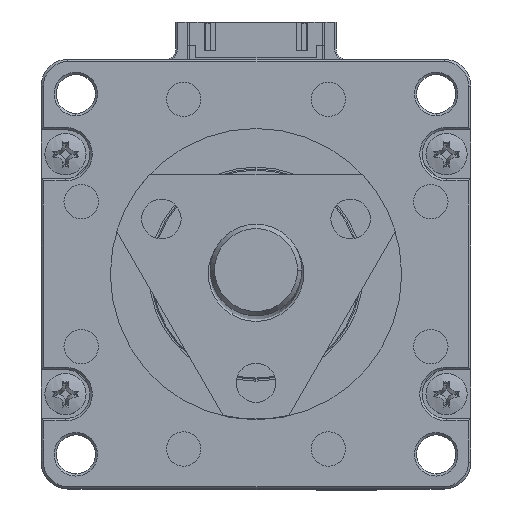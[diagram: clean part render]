
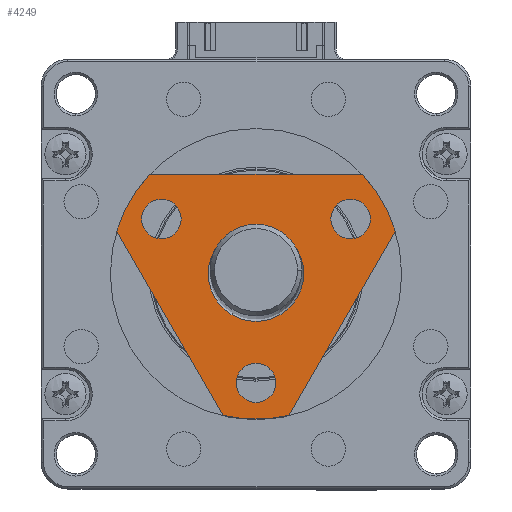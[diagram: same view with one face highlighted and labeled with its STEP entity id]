
A CAD part, top view. The second image highlights one B-rep face of the part: STEP entity #4249.
In plain terms, the highlighted planar face has unit normal (0, 0, 1).
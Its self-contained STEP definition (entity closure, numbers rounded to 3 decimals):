
#404 = CARTESIAN_POINT ( 'NONE',  ( -2.58, -14.29, 40.4 ) ) ;
#895 = DIRECTION ( 'NONE',  ( 0., 0., 1. ) ) ;
#909 = EDGE_LOOP ( 'NONE', ( #29473, #27249, #15546, #6745, #40515, #40682 ) ) ;
#991 = DIRECTION ( 'NONE',  ( 0., 0., 1. ) ) ;
#1124 = DIRECTION ( 'NONE',  ( -1., 0., 0. ) ) ;
#1471 = VERTEX_POINT ( 'NONE', #29611 ) ;
#1627 = AXIS2_PLACEMENT_3D ( 'NONE', #4271, #991, #32899 ) ;
#1879 = CARTESIAN_POINT ( 'NONE',  ( 0., 0., 40.4 ) ) ;
#2012 = EDGE_LOOP ( 'NONE', ( #33151, #42198 ) ) ;
#2908 = DIRECTION ( 'NONE',  ( 0., 0., 1. ) ) ;
#3181 = DIRECTION ( 'NONE',  ( -1., 0., 0. ) ) ;
#3346 = LINE ( 'NONE', #13364, #26123 ) ;
#3460 = VERTEX_POINT ( 'NONE', #7791 ) ;
#3704 = DIRECTION ( 'NONE',  ( -1., 0., 0. ) ) ;
#4041 = FACE_BOUND ( 'NONE', #39719, .T. ) ;
#4249 = ADVANCED_FACE ( 'NONE', ( #10753, #6327, #4615, #4041, #27449 ), #20043, .F. ) ;
#4271 = CARTESIAN_POINT ( 'NONE',  ( -12.376, 7.145, 40.4 ) ) ;
#4401 = EDGE_CURVE ( 'NONE', #43282, #1471, #39657, .T. ) ;
#4615 = FACE_BOUND ( 'NONE', #2012, .T. ) ;
#5392 = CARTESIAN_POINT ( 'NONE',  ( 0., 0., 40.4 ) ) ;
#5422 = DIRECTION ( 'NONE',  ( 1., 0., 0. ) ) ;
#5644 = ORIENTED_EDGE ( 'NONE', *, *, #14129, .F. ) ;
#5943 = CIRCLE ( 'NONE', #1627, 2.58 ) ;
#5995 = CIRCLE ( 'NONE', #35891, 2.58 ) ;
#6327 = FACE_BOUND ( 'NONE', #8713, .T. ) ;
#6745 = ORIENTED_EDGE ( 'NONE', *, *, #41527, .F. ) ;
#7771 = CARTESIAN_POINT ( 'NONE',  ( 0., -14.29, 40.4 ) ) ;
#7791 = CARTESIAN_POINT ( 'NONE',  ( -14.956, 7.145, 40.4 ) ) ;
#8713 = EDGE_LOOP ( 'NONE', ( #23181, #5644 ) ) ;
#9456 = AXIS2_PLACEMENT_3D ( 'NONE', #29897, #11711, #1124 ) ;
#9625 = CIRCLE ( 'NONE', #29376, 19.05 ) ;
#10753 = FACE_OUTER_BOUND ( 'NONE', #909, .T. ) ;
#10889 = EDGE_CURVE ( 'NONE', #17608, #16639, #13693, .T. ) ;
#11711 = DIRECTION ( 'NONE',  ( 0., 0., 1. ) ) ;
#12052 = DIRECTION ( 'NONE',  ( 0., 0., 1. ) ) ;
#12120 = AXIS2_PLACEMENT_3D ( 'NONE', #19560, #44419, #23120 ) ;
#12665 = DIRECTION ( 'NONE',  ( 1., 0., 0. ) ) ;
#13364 = CARTESIAN_POINT ( 'NONE',  ( 18.221, 5.559, 40.4 ) ) ;
#13591 = EDGE_CURVE ( 'NONE', #13979, #43282, #9625, .T. ) ;
#13693 = CIRCLE ( 'NONE', #43905, 6.25 ) ;
#13979 = VERTEX_POINT ( 'NONE', #39399 ) ;
#13980 = CIRCLE ( 'NONE', #27998, 2.58 ) ;
#14129 = EDGE_CURVE ( 'NONE', #16571, #45054, #42432, .T. ) ;
#15053 = DIRECTION ( 'NONE',  ( 0., 0., 1. ) ) ;
#15546 = ORIENTED_EDGE ( 'NONE', *, *, #35368, .F. ) ;
#15667 = VERTEX_POINT ( 'NONE', #25210 ) ;
#16077 = VERTEX_POINT ( 'NONE', #33297 ) ;
#16492 = AXIS2_PLACEMENT_3D ( 'NONE', #25301, #15053, #3704 ) ;
#16571 = VERTEX_POINT ( 'NONE', #35896 ) ;
#16639 = VERTEX_POINT ( 'NONE', #33400 ) ;
#16785 = CARTESIAN_POINT ( 'NONE',  ( 14.956, 7.145, 40.4 ) ) ;
#16843 = CARTESIAN_POINT ( 'NONE',  ( 6.25, 0., 40.4 ) ) ;
#17184 = ORIENTED_EDGE ( 'NONE', *, *, #21357, .F. ) ;
#17223 = AXIS2_PLACEMENT_3D ( 'NONE', #44379, #30083, #12665 ) ;
#17608 = VERTEX_POINT ( 'NONE', #16843 ) ;
#18003 = CIRCLE ( 'NONE', #17223, 19.05 ) ;
#19064 = CARTESIAN_POINT ( 'NONE',  ( 0., 0., 40.4 ) ) ;
#19425 = DIRECTION ( 'NONE',  ( 0., 0., -1. ) ) ;
#19560 = CARTESIAN_POINT ( 'NONE',  ( 0., 0., 40.4 ) ) ;
#20043 = PLANE ( 'NONE',  #23727 ) ;
#20543 = EDGE_LOOP ( 'NONE', ( #38957, #17184 ) ) ;
#21357 = EDGE_CURVE ( 'NONE', #16639, #17608, #21400, .T. ) ;
#21400 = CIRCLE ( 'NONE', #23252, 6.25 ) ;
#21551 = VERTEX_POINT ( 'NONE', #37952 ) ;
#22082 = DIRECTION ( 'NONE',  ( -1., 0., 0. ) ) ;
#22558 = CIRCLE ( 'NONE', #38077, 2.58 ) ;
#22692 = VERTEX_POINT ( 'NONE', #31777 ) ;
#23120 = DIRECTION ( 'NONE',  ( 1., 0., 0. ) ) ;
#23181 = ORIENTED_EDGE ( 'NONE', *, *, #31428, .F. ) ;
#23252 = AXIS2_PLACEMENT_3D ( 'NONE', #1879, #37020, #5422 ) ;
#23727 = AXIS2_PLACEMENT_3D ( 'NONE', #41328, #40854, #37604 ) ;
#24056 = CARTESIAN_POINT ( 'NONE',  ( -12.376, 7.145, 40.4 ) ) ;
#24130 = VECTOR ( 'NONE', #29002, 1000. ) ;
#24228 = DIRECTION ( 'NONE',  ( 1., 0., 0. ) ) ;
#24917 = ORIENTED_EDGE ( 'NONE', *, *, #37632, .F. ) ;
#25174 = VECTOR ( 'NONE', #41625, 1000. ) ;
#25210 = CARTESIAN_POINT ( 'NONE',  ( 18.221, 5.559, 40.4 ) ) ;
#25301 = CARTESIAN_POINT ( 'NONE',  ( 12.376, 7.145, 40.4 ) ) ;
#25506 = VERTEX_POINT ( 'NONE', #16785 ) ;
#26027 = DIRECTION ( 'NONE',  ( 1., 0., 0. ) ) ;
#26123 = VECTOR ( 'NONE', #27356, 1000. ) ;
#27127 = CARTESIAN_POINT ( 'NONE',  ( 4.296, -18.559, 40.4 ) ) ;
#27249 = ORIENTED_EDGE ( 'NONE', *, *, #13591, .F. ) ;
#27356 = DIRECTION ( 'NONE',  ( -0.5, -0.866, 0. ) ) ;
#27449 = FACE_BOUND ( 'NONE', #20543, .T. ) ;
#27998 = AXIS2_PLACEMENT_3D ( 'NONE', #7771, #895, #22082 ) ;
#29002 = DIRECTION ( 'NONE',  ( -0.5, 0.866, 0. ) ) ;
#29376 = AXIS2_PLACEMENT_3D ( 'NONE', #5392, #19425, #24228 ) ;
#29473 = ORIENTED_EDGE ( 'NONE', *, *, #4401, .F. ) ;
#29611 = CARTESIAN_POINT ( 'NONE',  ( 13.925, 13., 40.4 ) ) ;
#29897 = CARTESIAN_POINT ( 'NONE',  ( 0., -14.29, 40.4 ) ) ;
#30083 = DIRECTION ( 'NONE',  ( 0., 0., -1. ) ) ;
#30508 = ORIENTED_EDGE ( 'NONE', *, *, #37317, .F. ) ;
#30902 = DIRECTION ( 'NONE',  ( -1., 0., 0. ) ) ;
#31428 = EDGE_CURVE ( 'NONE', #45054, #16571, #13980, .T. ) ;
#31777 = CARTESIAN_POINT ( 'NONE',  ( -4.296, -18.559, 40.4 ) ) ;
#31923 = EDGE_CURVE ( 'NONE', #15667, #35676, #3346, .T. ) ;
#32831 = CIRCLE ( 'NONE', #16492, 2.58 ) ;
#32899 = DIRECTION ( 'NONE',  ( -1., 0., 0. ) ) ;
#33151 = ORIENTED_EDGE ( 'NONE', *, *, #40266, .F. ) ;
#33297 = CARTESIAN_POINT ( 'NONE',  ( -9.796, 7.145, 40.4 ) ) ;
#33400 = CARTESIAN_POINT ( 'NONE',  ( -6.25, 0., 40.4 ) ) ;
#33716 = CARTESIAN_POINT ( 'NONE',  ( 0., 13., 40.4 ) ) ;
#35368 = EDGE_CURVE ( 'NONE', #22692, #13979, #36405, .T. ) ;
#35676 = VERTEX_POINT ( 'NONE', #27127 ) ;
#35891 = AXIS2_PLACEMENT_3D ( 'NONE', #24056, #2908, #30902 ) ;
#35896 = CARTESIAN_POINT ( 'NONE',  ( 2.58, -14.29, 40.4 ) ) ;
#36405 = LINE ( 'NONE', #39753, #24130 ) ;
#37020 = DIRECTION ( 'NONE',  ( 0., 0., 1. ) ) ;
#37317 = EDGE_CURVE ( 'NONE', #16077, #3460, #5995, .T. ) ;
#37604 = DIRECTION ( 'NONE',  ( -1., 0., 0. ) ) ;
#37632 = EDGE_CURVE ( 'NONE', #3460, #16077, #5943, .T. ) ;
#37952 = CARTESIAN_POINT ( 'NONE',  ( 9.796, 7.145, 40.4 ) ) ;
#38077 = AXIS2_PLACEMENT_3D ( 'NONE', #38946, #39395, #3181 ) ;
#38946 = CARTESIAN_POINT ( 'NONE',  ( 12.376, 7.145, 40.4 ) ) ;
#38957 = ORIENTED_EDGE ( 'NONE', *, *, #10889, .F. ) ;
#39395 = DIRECTION ( 'NONE',  ( 0., 0., 1. ) ) ;
#39399 = CARTESIAN_POINT ( 'NONE',  ( -18.221, 5.559, 40.4 ) ) ;
#39657 = LINE ( 'NONE', #33716, #25174 ) ;
#39719 = EDGE_LOOP ( 'NONE', ( #24917, #30508 ) ) ;
#39753 = CARTESIAN_POINT ( 'NONE',  ( -4.296, -18.559, 40.4 ) ) ;
#40056 = EDGE_CURVE ( 'NONE', #1471, #15667, #44837, .T. ) ;
#40266 = EDGE_CURVE ( 'NONE', #21551, #25506, #22558, .T. ) ;
#40515 = ORIENTED_EDGE ( 'NONE', *, *, #31923, .F. ) ;
#40682 = ORIENTED_EDGE ( 'NONE', *, *, #40056, .F. ) ;
#40854 = DIRECTION ( 'NONE',  ( 0., 0., -1. ) ) ;
#41328 = CARTESIAN_POINT ( 'NONE',  ( 0., 0., 40.4 ) ) ;
#41527 = EDGE_CURVE ( 'NONE', #35676, #22692, #18003, .T. ) ;
#41625 = DIRECTION ( 'NONE',  ( 1., 0., 0. ) ) ;
#42198 = ORIENTED_EDGE ( 'NONE', *, *, #45074, .F. ) ;
#42432 = CIRCLE ( 'NONE', #9456, 2.58 ) ;
#43282 = VERTEX_POINT ( 'NONE', #43616 ) ;
#43616 = CARTESIAN_POINT ( 'NONE',  ( -13.925, 13., 40.4 ) ) ;
#43905 = AXIS2_PLACEMENT_3D ( 'NONE', #19064, #12052, #26027 ) ;
#44379 = CARTESIAN_POINT ( 'NONE',  ( 0., 0., 40.4 ) ) ;
#44419 = DIRECTION ( 'NONE',  ( 0., 0., -1. ) ) ;
#44837 = CIRCLE ( 'NONE', #12120, 19.05 ) ;
#45054 = VERTEX_POINT ( 'NONE', #404 ) ;
#45074 = EDGE_CURVE ( 'NONE', #25506, #21551, #32831, .T. ) ;
